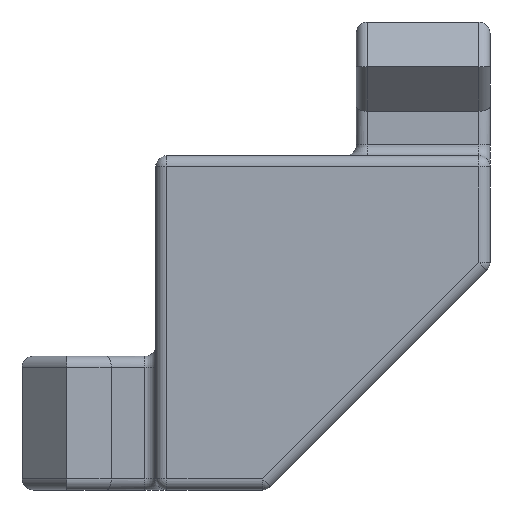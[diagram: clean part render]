
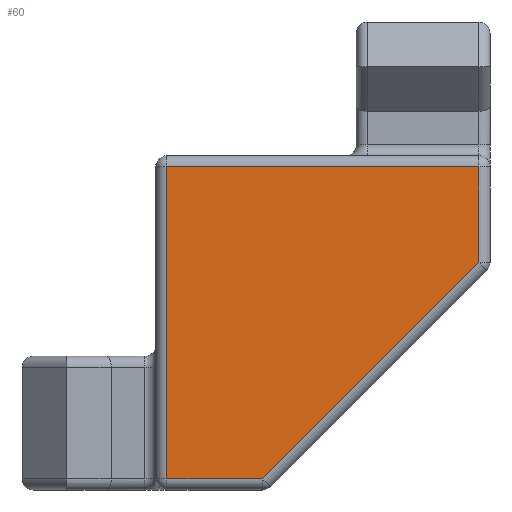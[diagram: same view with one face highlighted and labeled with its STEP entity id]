
A CAD part, left-side view. The second image highlights one B-rep face of the part: STEP entity #60.
In plain terms, the highlighted planar face has unit normal (-1, 0, 0).
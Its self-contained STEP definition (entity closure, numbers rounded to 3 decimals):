
#60=ADVANCED_FACE('',(#237),#239,.T.);
#237=FACE_BOUND('',#238,.T.);
#238=EDGE_LOOP('',(#971,#972,#973,#974,#975));
#239=PLANE('',#240);
#240=AXIS2_PLACEMENT_3D('',#241,#242,#243);
#241=CARTESIAN_POINT('',(-6.,7.5,0.));
#242=DIRECTION('',(-1.,0.,0.));
#243=DIRECTION('',(0.,-1.,0.));
#971=ORIENTED_EDGE('',*,*,#1423,.F.);
#972=ORIENTED_EDGE('',*,*,#1424,.T.);
#973=ORIENTED_EDGE('',*,*,#1425,.F.);
#974=ORIENTED_EDGE('',*,*,#1426,.T.);
#975=ORIENTED_EDGE('',*,*,#1427,.F.);
#1423=EDGE_CURVE('',#1723,#1724,#1725,.T.);
#1424=EDGE_CURVE('',#1723,#1726,#1727,.T.);
#1425=EDGE_CURVE('',#1728,#1726,#1729,.F.);
#1426=EDGE_CURVE('',#1728,#1730,#1731,.T.);
#1427=EDGE_CURVE('',#1724,#1730,#1732,.T.);
#1723=VERTEX_POINT('',#2238);
#1724=VERTEX_POINT('',#2239);
#1725=LINE('',#2240,#2241);
#1726=VERTEX_POINT('',#2243);
#1727=LINE('',#2244,#2245);
#1728=VERTEX_POINT('',#2247);
#1729=LINE('',#2248,#2249);
#1730=VERTEX_POINT('',#2251);
#1731=LINE('',#2252,#2253);
#1732=LINE('',#2255,#2256);
#2238=CARTESIAN_POINT('',(-6.,7.,0.5));
#2239=CARTESIAN_POINT('',(-6.,7.,14.5));
#2240=CARTESIAN_POINT('',(-6.,7.,0.5));
#2241=VECTOR('',#2242,1.);
#2242=DIRECTION('',(0.,0.,1.));
#2243=CARTESIAN_POINT('',(-6.,2.707,0.5));
#2244=CARTESIAN_POINT('',(-6.,7.,0.5));
#2245=VECTOR('',#2246,1.);
#2246=DIRECTION('',(0.,-1.,0.));
#2247=CARTESIAN_POINT('',(-6.,-7.,10.207));
#2248=CARTESIAN_POINT('',(-6.,2.707,0.5));
#2249=VECTOR('',#2250,1.);
#2250=DIRECTION('',(0.,-0.707,0.707));
#2251=CARTESIAN_POINT('',(-6.,-7.,14.5));
#2252=CARTESIAN_POINT('',(-6.,-7.,10.207));
#2253=VECTOR('',#2254,1.);
#2254=DIRECTION('',(0.,0.,1.));
#2255=CARTESIAN_POINT('',(-6.,7.,14.5));
#2256=VECTOR('',#2257,1.);
#2257=DIRECTION('',(0.,-1.,0.));
